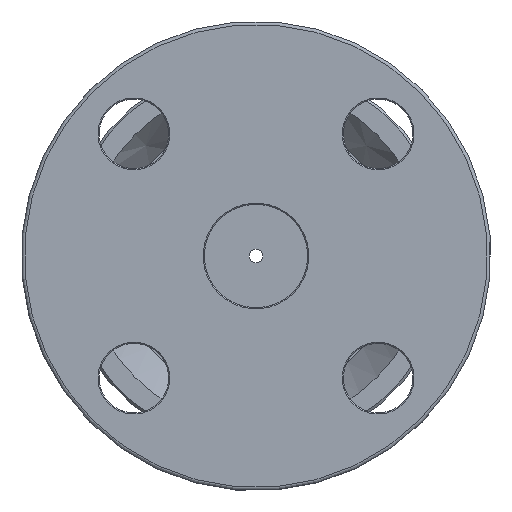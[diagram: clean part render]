
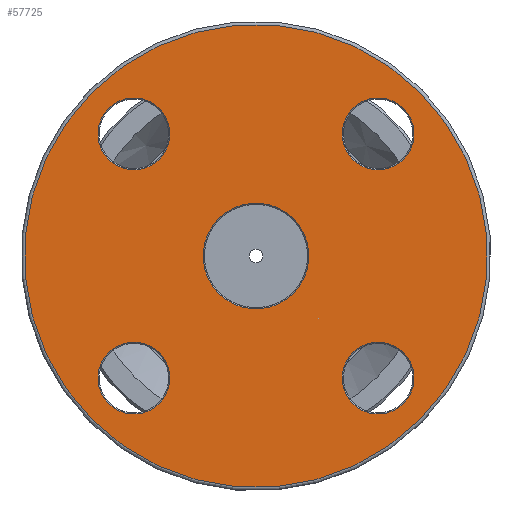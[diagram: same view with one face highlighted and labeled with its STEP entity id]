
A CAD part, front view. The second image highlights one B-rep face of the part: STEP entity #57725.
In plain terms, the highlighted planar face has unit normal (0, -1, 0).
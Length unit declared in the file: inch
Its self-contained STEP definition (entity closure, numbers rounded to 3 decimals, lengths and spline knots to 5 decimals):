
#57619=CARTESIAN_POINT('',(-1.48139,-2.25,1.48139));
#57620=VERTEX_POINT('',#57619);
#57621=CARTESIAN_POINT('',(0.,-2.25,0.));
#57622=DIRECTION('',(0.,1.,0.));
#57623=DIRECTION('',(0.707,0.,-0.707));
#57624=AXIS2_PLACEMENT_3D('',#57621,#57622,#57623);
#57625=CIRCLE('',#57624,2.095);
#57626=EDGE_CURVE('',#57620,#57620,#57625,.T.);
#57662=CARTESIAN_POINT('',(-0.91676,-2.25,0.91676));
#57663=DIRECTION('',(0.0,-1.0,0.0));
#57664=DIRECTION('',(0.707,0.0,0.707));
#57665=AXIS2_PLACEMENT_3D('',#57662,#57663,#57664);
#57666=PLANE('',#57665);
#57667=ORIENTED_EDGE('',*,*,#57626,.F.);
#57668=EDGE_LOOP('',(#57667));
#57669=FACE_OUTER_BOUND('',#57668,.T.);
#57670=CARTESIAN_POINT('',(0.87504,-2.25,1.33466));
#57671=VERTEX_POINT('',#57670);
#57672=CARTESIAN_POINT('',(1.10485,-2.25,1.10485));
#57673=DIRECTION('',(0.,-1.0,0.));
#57674=DIRECTION('',(0.707,0.,-0.707));
#57675=AXIS2_PLACEMENT_3D('',#57672,#57673,#57674);
#57676=CIRCLE('',#57675,0.325);
#57677=EDGE_CURVE('',#57671,#57671,#57676,.T.);
#57678=ORIENTED_EDGE('',*,*,#57677,.F.);
#57679=EDGE_LOOP('',(#57678));
#57680=FACE_BOUND('',#57679,.T.);
#57681=CARTESIAN_POINT('',(1.33466,-2.25,-0.87504));
#57682=VERTEX_POINT('',#57681);
#57683=CARTESIAN_POINT('',(1.10485,-2.25,-1.10485));
#57684=DIRECTION('',(0.,-1.0,0.));
#57685=DIRECTION('',(-0.707,0.,-0.707));
#57686=AXIS2_PLACEMENT_3D('',#57683,#57684,#57685);
#57687=CIRCLE('',#57686,0.325);
#57688=EDGE_CURVE('',#57682,#57682,#57687,.T.);
#57689=ORIENTED_EDGE('',*,*,#57688,.F.);
#57690=EDGE_LOOP('',(#57689));
#57691=FACE_BOUND('',#57690,.T.);
#57692=CARTESIAN_POINT('',(-0.87504,-2.25,-1.33466));
#57693=VERTEX_POINT('',#57692);
#57694=CARTESIAN_POINT('',(-1.10485,-2.25,-1.10485));
#57695=DIRECTION('',(0.,-1.0,0.));
#57696=DIRECTION('',(-0.707,0.,0.707));
#57697=AXIS2_PLACEMENT_3D('',#57694,#57695,#57696);
#57698=CIRCLE('',#57697,0.325);
#57699=EDGE_CURVE('',#57693,#57693,#57698,.T.);
#57700=ORIENTED_EDGE('',*,*,#57699,.F.);
#57701=EDGE_LOOP('',(#57700));
#57702=FACE_BOUND('',#57701,.T.);
#57703=CARTESIAN_POINT('',(-0.338,-2.25,0.338));
#57704=VERTEX_POINT('',#57703);
#57705=CARTESIAN_POINT('',(0.,-2.25,0.));
#57706=DIRECTION('',(0.,-1.0,0.));
#57707=DIRECTION('',(0.707,0.,-0.707));
#57708=AXIS2_PLACEMENT_3D('',#57705,#57706,#57707);
#57709=CIRCLE('',#57708,0.478);
#57710=EDGE_CURVE('',#57704,#57704,#57709,.T.);
#57711=ORIENTED_EDGE('',*,*,#57710,.F.);
#57712=EDGE_LOOP('',(#57711));
#57713=FACE_BOUND('',#57712,.T.);
#57714=CARTESIAN_POINT('',(-1.33466,-2.25,0.87504));
#57715=VERTEX_POINT('',#57714);
#57716=CARTESIAN_POINT('',(-1.10485,-2.25,1.10485));
#57717=DIRECTION('',(0.,-1.0,0.));
#57718=DIRECTION('',(0.707,0.,0.707));
#57719=AXIS2_PLACEMENT_3D('',#57716,#57717,#57718);
#57720=CIRCLE('',#57719,0.325);
#57721=EDGE_CURVE('',#57715,#57715,#57720,.T.);
#57722=ORIENTED_EDGE('',*,*,#57721,.F.);
#57723=EDGE_LOOP('',(#57722));
#57724=FACE_BOUND('',#57723,.T.);
#57725=ADVANCED_FACE('',(#57669,#57680,#57691,#57702,#57713,#57724),#57666,.T.);
